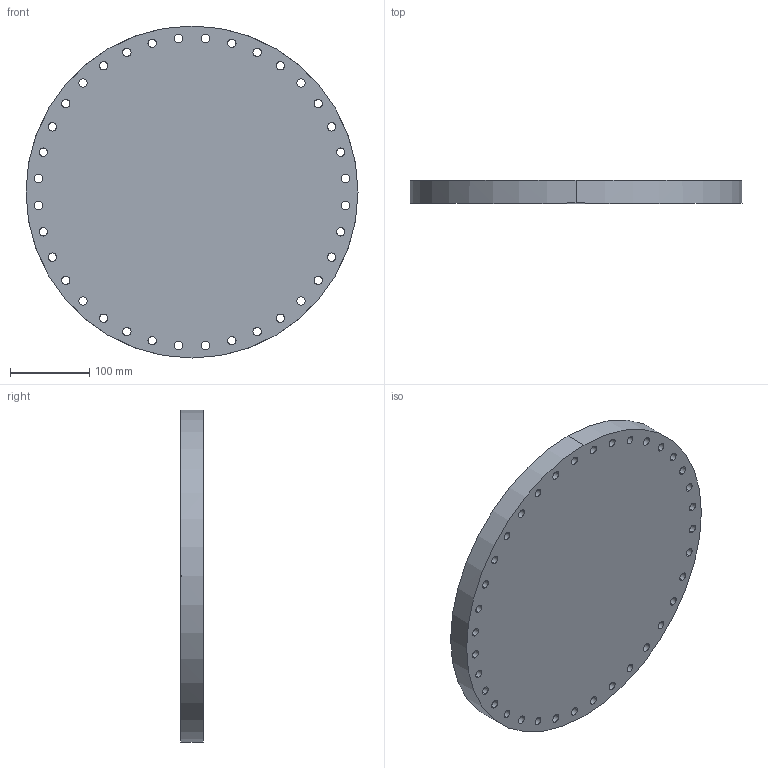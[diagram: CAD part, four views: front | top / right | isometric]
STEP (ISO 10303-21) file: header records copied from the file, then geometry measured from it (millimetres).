
FILE_DESCRIPTION (( 'STEP AP214' ), '1' );
FILE_NAME ('418-CFB350.STEP', '2021-05-20T07:00:42', ( '' ), ( '' ), 'SwSTEP 2.0', 'SolidWorks 2017', '' );
FILE_SCHEMA (( 'AUTOMOTIVE_DESIGN' ));
Length unit declared in the file: millimetre
Products named in the file (1): 418-CFB350
Bounding box: 419.1 x 28.5 x 419.1 mm (x, y, z)
Volume: 3709480.6 mm3; surface area: 343160 mm2
Topology: 1 solids, 1 shells, 88 faces, 252 edges, 166 vertices
Faces by surface type: cylinder 78, cone 4, plane 4, torus 2
Entity records: 3204 total; most frequent: DIRECTION 590, CARTESIAN_POINT 569, ORIENTED_EDGE 504, AXIS2_PLACEMENT_3D 253, EDGE_CURVE 252, VERTEX_POINT 166, CIRCLE 164, EDGE_LOOP 160
